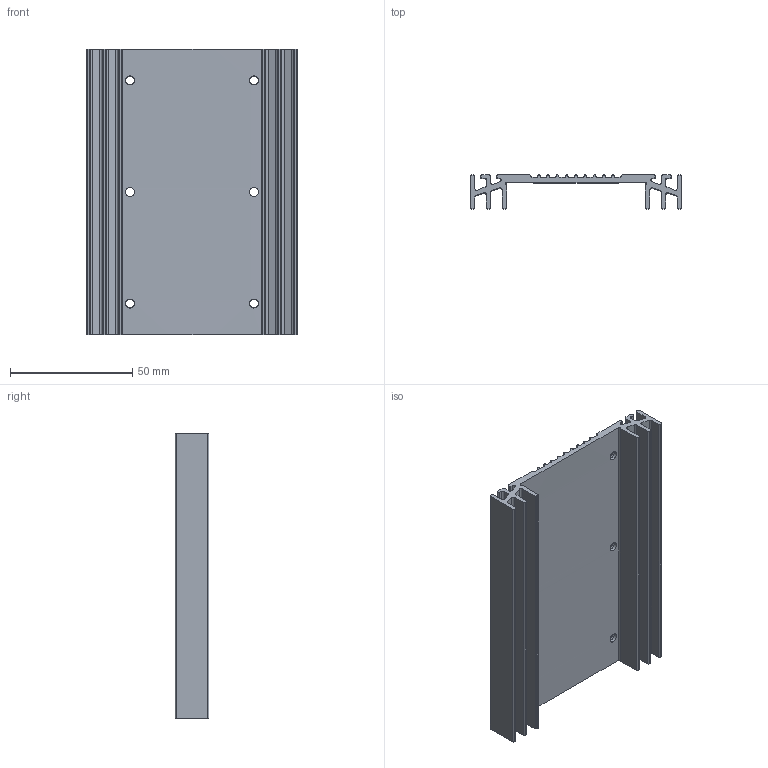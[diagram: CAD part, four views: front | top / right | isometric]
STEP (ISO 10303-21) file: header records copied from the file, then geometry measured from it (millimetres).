
FILE_DESCRIPTION (( 'STEP AP214' ), '1' );
FILE_NAME ('30096r3.STEP', '2011-06-30T14:53:57', ( 'Vicor User' ), ( 'Microsoft' ), 'SwSTEP 2.0', 'SolidWorks 2010', '' );
FILE_SCHEMA (( 'AUTOMOTIVE_DESIGN' ));
Length unit declared in the file: millimetre
Products named in the file (1): 30096r3
Bounding box: 86.36 x 13.84 x 116.84 mm (x, y, z)
Volume: 40370.3 mm3; surface area: 39587.2 mm2
Topology: 1 solids, 1 shells, 154 faces, 438 edges, 292 vertices
Faces by surface type: cylinder 90, plane 64
Full cylindrical faces by diameter (mm): 3.658 x6, 6.35 x6
Entity records: 5380 total; most frequent: CARTESIAN_POINT 1191, DIRECTION 904, ORIENTED_EDGE 852, EDGE_CURVE 426, AXIS2_PLACEMENT_3D 329, VERTEX_POINT 292, VECTOR 246, LINE 246
